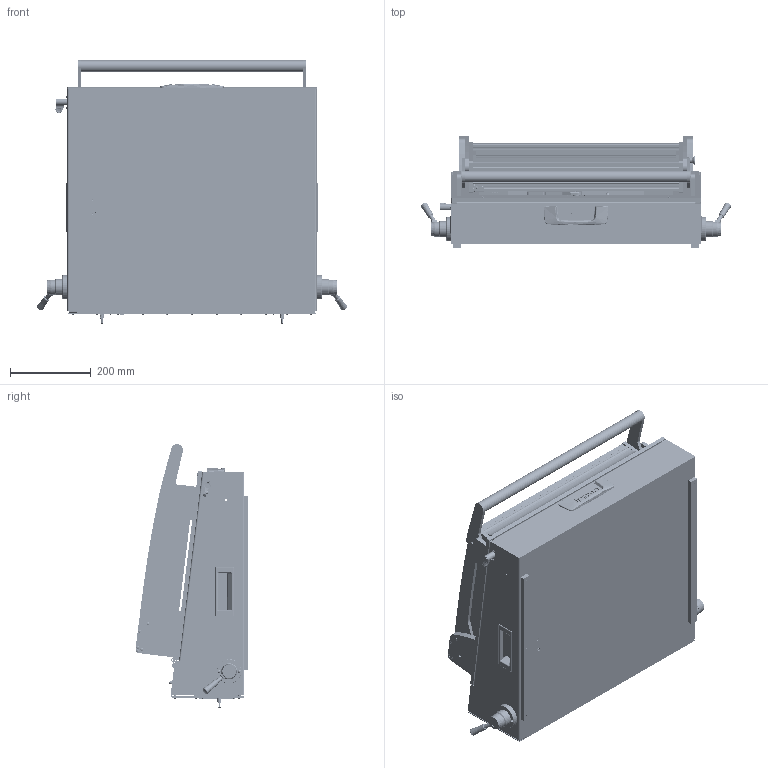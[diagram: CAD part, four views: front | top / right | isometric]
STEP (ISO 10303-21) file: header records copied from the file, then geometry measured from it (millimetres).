
FILE_DESCRIPTION (( 'STEP AP214' ), '1' );
FILE_NAME ('INGUN_38871.STEP', '2023-04-17T08:57:34', ( '' ), ( '' ), 'SwSTEP 2.0', 'SolidWorks 2021', '' );
FILE_SCHEMA (( 'AUTOMOTIVE_DESIGN' ));
Length unit declared in the file: millimetre
Products named in the file (129): 35649~1_S; ISO7380~n_M05,0x020; 37967~1; 21332~0_MA 2112<Standard>; 111995~1_S; 2281~0; 3521~0_Spring Pin ISO 8752 - 3 x 16 - St; 37973~3_S; 38828~0; 109771~2_S; DIN125~n_05,3 M05,0 Fase; 38564~0; ISO7380~n_M03,0x005; DIN125~n_06,4 M06,0 Fase; 38826~0; 32587~6_S; DIN7991~n_M05,0x025; 11467~0; 37792~1_S; 11889~2; 30758_02~0_S; 35334~0_S; 17401~0; 55712~0_KUNDE<S>; 57801~2_S; 20902~0; 17285~0_S; 17403~0; DIN6325~n_04,0m6x024; 112680~0; 30984~0_S; ISO7380~n_M04,0x012; 110705~2_S; 40512~8_KUNDE<S>; 110322~4_S; 31666~1_S; 112087~1_S; 38001~13; 17195~2; K_02037~0_Standard ohne Dyn Punkt<Standard> ...
Assembly tree (387 placements, depth 6):
  INGUN_38871
    38752~5_S
      38825~7
      30758~0_S  x2
        30758_01~0_S
        30758_02~0_S
        38564~0
      20902~0
      21332~0_MA 2112<Standard>
        21332_02~0
        21332_01~0
      53032~0_S
      32171~0_S
      32462~0_S
      29805~4_geschlossen<S>
        110322~4_S
        110705~2_S
        30984~0_S
        110231~1_S
        110443~0_S
        30112~0
        ISO7380~n_M05,0x030
        ISO7380~n_M04,0x008  x2
        DIN914~n_M04,0x05
      35334~0_S
      DIN7991~n_M05,0x012  x2
      8804~0
      DIN7991~n_M05,0x016
      DIN125~n_05,3 M05,0 Fase  x2
      DIN985-A2~n_M05,0  x3
      112680~0  x2
      ISO7380~n_M04,0x010  x6
    48826~1_S
      38828~0
      11889~2  x2
      37133~0_S  x36
      17195~2
      17364~2
      17265~3  x2
      17403~0  x2
      38826~0  x2
      17401~0  x2
      17267~2  x2
      17287~1  x2
      18410~0  x2
      11467~0
      10600~0_S  x2
      17285~0_S  x8
      ISO7380~n_M02,5x008  x36
      ISO7380~n_M04,0x010  x34
      ISO7380~n_M04,0x008  x2
      ISO7380~n_M04,0x012  x8
      26724~0  x2
      DIN934~n_M04,0  x2
      3283~0  x2
      10998~0  x2
      4938~0  x4
    37790~9_KUNDE<S>
      109771~2_S
        38001~13
Bounding box: 765.61 x 278.73 x 651.52 mm (x, y, z)
Volume: 7153341.3 mm3; surface area: 3995124.7 mm2
Topology: 388 solids, 388 shells, 12100 faces, 30331 edges, 19447 vertices
Faces by surface type: cylinder 5575, plane 4630, cone 1217, torus 323, bspline 249, sphere 106
Entity records: 212159 total; most frequent: CARTESIAN_POINT 43938, DIRECTION 31475, ORIENTED_EDGE 29530, EDGE_CURVE 14765, AXIS2_PLACEMENT_3D 11277, VERTEX_POINT 9588, VECTOR 8921, LINE 8921
